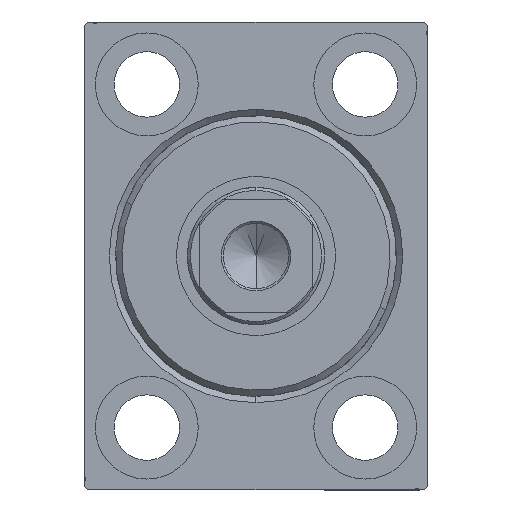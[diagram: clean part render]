
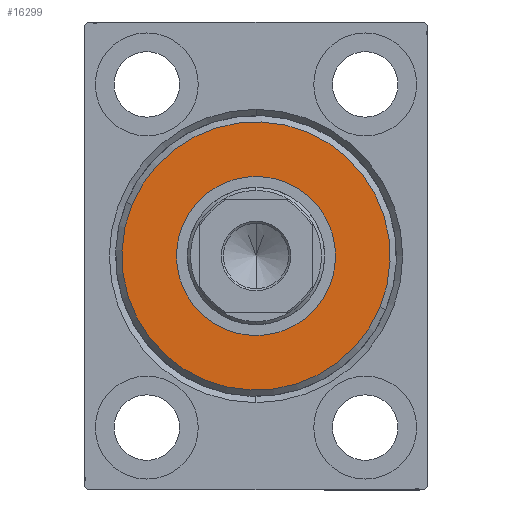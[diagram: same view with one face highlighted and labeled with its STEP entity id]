
A CAD part, left-side view. The second image highlights one B-rep face of the part: STEP entity #16299.
In plain terms, the highlighted face is planar.
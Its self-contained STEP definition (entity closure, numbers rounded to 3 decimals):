
#897 = EDGE_CURVE ( 'NONE', #38822, #24799, #36666, .T. ) ;
#3052 = CARTESIAN_POINT ( 'NONE',  ( 3., 0., 0. ) ) ;
#4378 = DIRECTION ( 'NONE',  ( 1., 0., 0. ) ) ;
#4572 = CARTESIAN_POINT ( 'NONE',  ( 3., 0., 0. ) ) ;
#5212 = EDGE_CURVE ( 'NONE', #21964, #31976, #26187, .T. ) ;
#7214 = AXIS2_PLACEMENT_3D ( 'NONE', #9162, #31849, #8956 ) ;
#7337 = ORIENTED_EDGE ( 'NONE', *, *, #897, .T. ) ;
#8339 = DIRECTION ( 'NONE',  ( 0., 0., -1. ) ) ;
#8956 = DIRECTION ( 'NONE',  ( 0., 0., -1. ) ) ;
#9036 = CARTESIAN_POINT ( 'NONE',  ( 3., 0., 0. ) ) ;
#9162 = CARTESIAN_POINT ( 'NONE',  ( 3., 0., 0. ) ) ;
#9467 = DIRECTION ( 'NONE',  ( -1., 0., 0. ) ) ;
#12323 = DIRECTION ( 'NONE',  ( 0., 0., -1. ) ) ;
#13183 = DIRECTION ( 'NONE',  ( 1., 0., 0. ) ) ;
#14709 = DIRECTION ( 'NONE',  ( -1., 0., 0. ) ) ;
#14840 = CARTESIAN_POINT ( 'NONE',  ( 3., 0., 12.75 ) ) ;
#14942 = CIRCLE ( 'NONE', #29042, 12.75 ) ;
#15589 = CARTESIAN_POINT ( 'NONE',  ( 3., 0., 21.5 ) ) ;
#16299 = ADVANCED_FACE ( 'NONE', ( #33246, #37624 ), #19806, .T. ) ;
#16498 = AXIS2_PLACEMENT_3D ( 'NONE', #3052, #13183, #36983 ) ;
#17815 = DIRECTION ( 'NONE',  ( 0., 0., -1. ) ) ;
#19480 = ORIENTED_EDGE ( 'NONE', *, *, #5212, .T. ) ;
#19806 = PLANE ( 'NONE',  #16498 ) ;
#20757 = EDGE_CURVE ( 'NONE', #31976, #21964, #26438, .T. ) ;
#21964 = VERTEX_POINT ( 'NONE', #33187 ) ;
#24246 = EDGE_LOOP ( 'NONE', ( #38669, #7337 ) ) ;
#24799 = VERTEX_POINT ( 'NONE', #14840 ) ;
#26187 = CIRCLE ( 'NONE', #7214, 21.5 ) ;
#26438 = CIRCLE ( 'NONE', #32071, 21.5 ) ;
#26812 = AXIS2_PLACEMENT_3D ( 'NONE', #9036, #9467, #12323 ) ;
#29042 = AXIS2_PLACEMENT_3D ( 'NONE', #4572, #14709, #8339 ) ;
#31702 = CARTESIAN_POINT ( 'NONE',  ( 3., 0., 0. ) ) ;
#31849 = DIRECTION ( 'NONE',  ( 1., 0., 0. ) ) ;
#31864 = EDGE_CURVE ( 'NONE', #24799, #38822, #14942, .T. ) ;
#31976 = VERTEX_POINT ( 'NONE', #15589 ) ;
#32071 = AXIS2_PLACEMENT_3D ( 'NONE', #31702, #4378, #17815 ) ;
#33187 = CARTESIAN_POINT ( 'NONE',  ( 3., 0., -21.5 ) ) ;
#33246 = FACE_OUTER_BOUND ( 'NONE', #38198, .T. ) ;
#36563 = CARTESIAN_POINT ( 'NONE',  ( 3., 0., -12.75 ) ) ;
#36666 = CIRCLE ( 'NONE', #26812, 12.75 ) ;
#36983 = DIRECTION ( 'NONE',  ( 0., 0., -1. ) ) ;
#37624 = FACE_BOUND ( 'NONE', #24246, .T. ) ;
#37676 = ORIENTED_EDGE ( 'NONE', *, *, #20757, .T. ) ;
#38198 = EDGE_LOOP ( 'NONE', ( #37676, #19480 ) ) ;
#38669 = ORIENTED_EDGE ( 'NONE', *, *, #31864, .T. ) ;
#38822 = VERTEX_POINT ( 'NONE', #36563 ) ;
